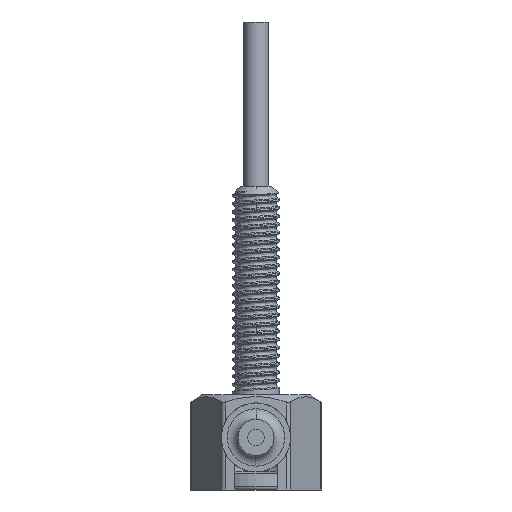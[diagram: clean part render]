
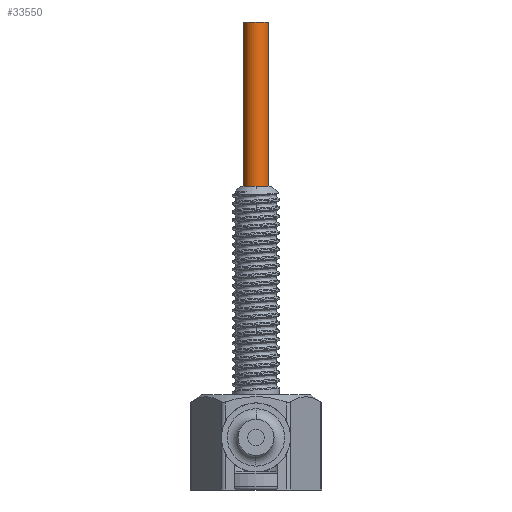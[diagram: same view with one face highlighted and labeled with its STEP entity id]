
A CAD part, front view. The second image highlights one B-rep face of the part: STEP entity #33550.
In plain terms, the highlighted cylindrical face has radius 0.75 mm (diameter 1.5 mm), a partial arc.
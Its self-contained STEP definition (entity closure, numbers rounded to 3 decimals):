
#33438=CARTESIAN_POINT('',(0.,0.,-7.5));
#33439=DIRECTION('',(0.,0.,1.));
#33440=DIRECTION('',(-1.,0.,0.));
#33441=AXIS2_PLACEMENT_3D('',#33438,#33439,#33440);
#33453=DIRECTION('',(0.,0.,1.));
#33454=VECTOR('',#33453,15.);
#33455=CARTESIAN_POINT('',(0.75,0.,-7.5));
#33456=LINE('',#33455,#33454);
#33457=DIRECTION('',(0.,0.,1.));
#33458=VECTOR('',#33457,15.);
#33459=CARTESIAN_POINT('',(-0.75,0.,-7.5));
#33460=LINE('',#33459,#33458);
#33466=CARTESIAN_POINT('',(0.,0.,7.5));
#33467=DIRECTION('',(0.,0.,1.));
#33468=DIRECTION('',(-1.,0.,0.));
#33469=AXIS2_PLACEMENT_3D('',#33466,#33467,#33468);
#33489=CARTESIAN_POINT('',(-0.75,0.,-7.5));
#33490=CARTESIAN_POINT('',(0.75,0.,-7.5));
#33491=VERTEX_POINT('',#33489);
#33492=VERTEX_POINT('',#33490);
#33497=CARTESIAN_POINT('',(-0.75,0.,7.5));
#33498=CARTESIAN_POINT('',(0.75,0.,7.5));
#33499=VERTEX_POINT('',#33497);
#33500=VERTEX_POINT('',#33498);
#33538=CARTESIAN_POINT('',(0.,0.,-7.5));
#33539=DIRECTION('',(0.,0.,1.));
#33540=DIRECTION('',(1.,0.,0.));
#33541=AXIS2_PLACEMENT_3D('',#33538,#33539,#33540);
#33542=CYLINDRICAL_SURFACE('',#33541,0.75);
#33543=ORIENTED_EDGE('',*,*,#33512,.F.);
#33544=ORIENTED_EDGE('',*,*,#33533,.T.);
#33546=ORIENTED_EDGE('',*,*,#33545,.T.);
#33547=ORIENTED_EDGE('',*,*,#33529,.F.);
#33548=EDGE_LOOP('',(#33543,#33544,#33546,#33547));
#33549=FACE_OUTER_BOUND('',#33548,.F.);
#33442=CIRCLE('',#33441,0.75);
#33470=CIRCLE('',#33469,0.75);
#33512=EDGE_CURVE('',#33491,#33492,#33442,.T.);
#33529=EDGE_CURVE('',#33492,#33500,#33456,.T.);
#33533=EDGE_CURVE('',#33491,#33499,#33460,.T.);
#33545=EDGE_CURVE('',#33499,#33500,#33470,.T.);
#33550=ADVANCED_FACE('',(#33549),#33542,.T.);
